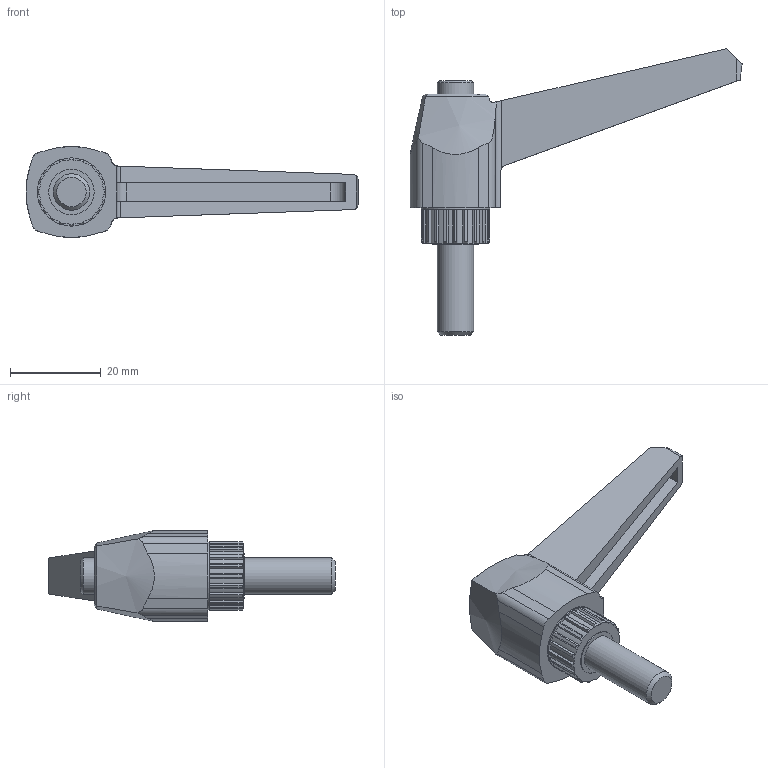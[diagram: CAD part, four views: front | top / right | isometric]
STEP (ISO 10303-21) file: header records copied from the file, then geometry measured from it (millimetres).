
FILE_DESCRIPTION(/* description */ ('LEVA A RIPRESA M8 L= 20 '),/* implementation_level */ '2;1');
FILE_NAME(/* name */ 'CLERR0000006.stp',/* time_stamp */ '2022-11-23T13:57:54+01:00',/* author */ ('tecnico7'),/* organization */ (''),/* preprocessor_version */ 'ST-DEVELOPER v18.1',/* originating_system */ 'Autodesk Inventor 2022',/* authorisation */ '');
FILE_SCHEMA (('AUTOMOTIVE_DESIGN { 1 0 10303 214 3 1 1 }'));
Length unit declared in the file: millimetre
Products named in the file (1): CLERR0000006
Bounding box: 73 x 63 x 20 mm (x, y, z)
Volume: 14407.5 mm3; surface area: 6285.4 mm2
Topology: 1 solids, 1 shells, 167 faces, 470 edges, 313 vertices
Faces by surface type: plane 78, cylinder 61, cone 28
Full cylindrical faces by diameter (mm): 8 x2, 8.889 x1, 10 x1, 13 x1, 15 x1
Entity records: 5590 total; most frequent: CARTESIAN_POINT 1208, ORIENTED_EDGE 940, DIRECTION 893, EDGE_CURVE 470, AXIS2_PLACEMENT_3D 322, VERTEX_POINT 313, LINE 249, VECTOR 249
